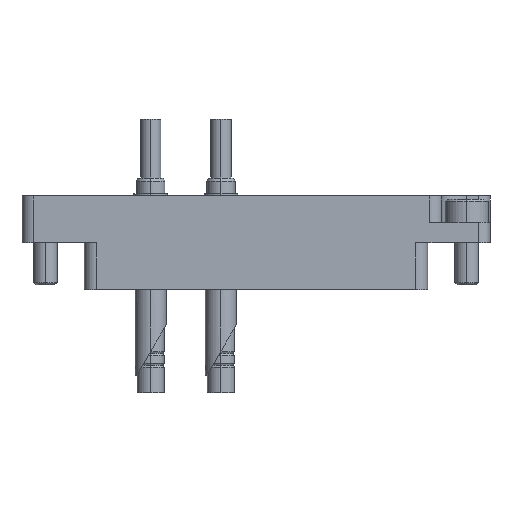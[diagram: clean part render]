
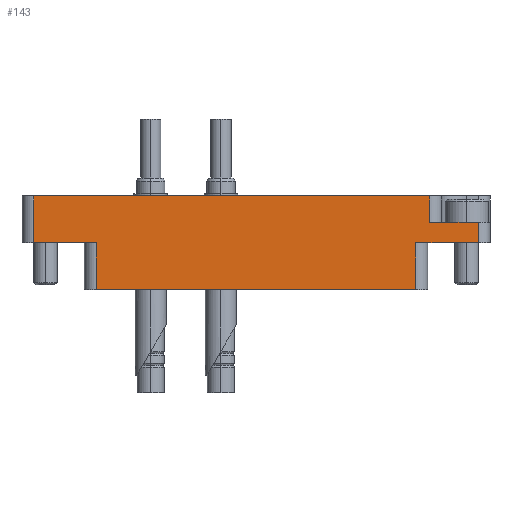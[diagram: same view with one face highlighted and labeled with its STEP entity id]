
A CAD part, left-side view. The second image highlights one B-rep face of the part: STEP entity #143.
In plain terms, the highlighted face is planar.
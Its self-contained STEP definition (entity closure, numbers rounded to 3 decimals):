
#101 = DIRECTION ( 'NONE',  ( 0., 0., -1. ) ) ;
#104 = CARTESIAN_POINT ( 'NONE',  ( 30., 2.6, 14.35 ) ) ;
#143 = ADVANCED_FACE ( 'NONE', ( #6534 ), #10102, .F. ) ;
#249 = ORIENTED_EDGE ( 'NONE', *, *, #10026, .F. ) ;
#340 = DIRECTION ( 'NONE',  ( 0., 1., 0. ) ) ;
#786 = LINE ( 'NONE', #1825, #5072 ) ;
#1017 = VECTOR ( 'NONE', #1113, 1000. ) ;
#1026 = VECTOR ( 'NONE', #7457, 1000. ) ;
#1046 = LINE ( 'NONE', #2870, #11348 ) ;
#1076 = VERTEX_POINT ( 'NONE', #6477 ) ;
#1113 = DIRECTION ( 'NONE',  ( 1., 0., 0. ) ) ;
#1161 = LINE ( 'NONE', #4755, #7422 ) ;
#1336 = VERTEX_POINT ( 'NONE', #5453 ) ;
#1343 = LINE ( 'NONE', #6759, #8720 ) ;
#1451 = LINE ( 'NONE', #5043, #1026 ) ;
#1529 = ORIENTED_EDGE ( 'NONE', *, *, #8316, .T. ) ;
#1623 = DIRECTION ( 'NONE',  ( 0., -1., 0. ) ) ;
#1703 = DIRECTION ( 'NONE',  ( 1., 0., 0. ) ) ;
#1825 = CARTESIAN_POINT ( 'NONE',  ( 30., 0., 14.35 ) ) ;
#2155 = VECTOR ( 'NONE', #3602, 1000. ) ;
#2207 = VERTEX_POINT ( 'NONE', #9177 ) ;
#2333 = ORIENTED_EDGE ( 'NONE', *, *, #6564, .F. ) ;
#2374 = DIRECTION ( 'NONE',  ( 0., 1., 0. ) ) ;
#2444 = CARTESIAN_POINT ( 'NONE',  ( -20.5, 0., 14.35 ) ) ;
#2500 = CARTESIAN_POINT ( 'NONE',  ( -20.5, 0., 14.35 ) ) ;
#2870 = CARTESIAN_POINT ( 'NONE',  ( 20.5, 0., 14.35 ) ) ;
#3133 = EDGE_CURVE ( 'NONE', #3862, #1076, #7720, .T. ) ;
#3175 = LINE ( 'NONE', #3998, #1017 ) ;
#3466 = CARTESIAN_POINT ( 'NONE',  ( -20.5, -6., 14.35 ) ) ;
#3602 = DIRECTION ( 'NONE',  ( 0., -1., 0. ) ) ;
#3669 = VERTEX_POINT ( 'NONE', #9969 ) ;
#3776 = EDGE_CURVE ( 'NONE', #10647, #6465, #1451, .T. ) ;
#3840 = VERTEX_POINT ( 'NONE', #2500 ) ;
#3846 = EDGE_CURVE ( 'NONE', #3840, #4495, #5206, .T. ) ;
#3862 = VERTEX_POINT ( 'NONE', #10013 ) ;
#3998 = CARTESIAN_POINT ( 'NONE',  ( -30., 6., 14.35 ) ) ;
#4083 = ORIENTED_EDGE ( 'NONE', *, *, #3133, .T. ) ;
#4495 = VERTEX_POINT ( 'NONE', #3466 ) ;
#4701 = DIRECTION ( 'NONE',  ( -1., 0., 0. ) ) ;
#4755 = CARTESIAN_POINT ( 'NONE',  ( -22., -6., 14.35 ) ) ;
#4798 = AXIS2_PLACEMENT_3D ( 'NONE', #8175, #101, #4701 ) ;
#4803 = ORIENTED_EDGE ( 'NONE', *, *, #10742, .F. ) ;
#4869 = DIRECTION ( 'NONE',  ( -1., 0., 0. ) ) ;
#5017 = EDGE_CURVE ( 'NONE', #2207, #1076, #3175, .T. ) ;
#5043 = CARTESIAN_POINT ( 'NONE',  ( 30., 0., 14.35 ) ) ;
#5072 = VECTOR ( 'NONE', #9136, 1000. ) ;
#5206 = LINE ( 'NONE', #2444, #6864 ) ;
#5453 = CARTESIAN_POINT ( 'NONE',  ( -28.5, 0., 14.35 ) ) ;
#5886 = VERTEX_POINT ( 'NONE', #6420 ) ;
#6346 = DIRECTION ( 'NONE',  ( 0., 1., 0. ) ) ;
#6420 = CARTESIAN_POINT ( 'NONE',  ( 28.5, 2.6, 14.35 ) ) ;
#6450 = EDGE_CURVE ( 'NONE', #3669, #6465, #1046, .T. ) ;
#6465 = VERTEX_POINT ( 'NONE', #6467 ) ;
#6467 = CARTESIAN_POINT ( 'NONE',  ( 20.5, 0., 14.35 ) ) ;
#6477 = CARTESIAN_POINT ( 'NONE',  ( 22.25, 6., 14.35 ) ) ;
#6534 = FACE_OUTER_BOUND ( 'NONE', #8837, .T. ) ;
#6564 = EDGE_CURVE ( 'NONE', #3669, #4495, #1161, .T. ) ;
#6747 = VECTOR ( 'NONE', #1703, 1000. ) ;
#6759 = CARTESIAN_POINT ( 'NONE',  ( 28.5, 2.6, 14.35 ) ) ;
#6864 = VECTOR ( 'NONE', #1623, 1000. ) ;
#6902 = CARTESIAN_POINT ( 'NONE',  ( 22.25, 0., 14.35 ) ) ;
#7307 = EDGE_CURVE ( 'NONE', #10647, #5886, #1343, .T. ) ;
#7422 = VECTOR ( 'NONE', #4869, 1000. ) ;
#7457 = DIRECTION ( 'NONE',  ( -1., 0., 0. ) ) ;
#7720 = LINE ( 'NONE', #6902, #11171 ) ;
#7929 = ORIENTED_EDGE ( 'NONE', *, *, #6450, .T. ) ;
#8175 = CARTESIAN_POINT ( 'NONE',  ( -30., 0., 14.35 ) ) ;
#8273 = ORIENTED_EDGE ( 'NONE', *, *, #3776, .F. ) ;
#8316 = EDGE_CURVE ( 'NONE', #2207, #1336, #9945, .T. ) ;
#8425 = ORIENTED_EDGE ( 'NONE', *, *, #7307, .T. ) ;
#8720 = VECTOR ( 'NONE', #340, 1000. ) ;
#8837 = EDGE_LOOP ( 'NONE', ( #2333, #7929, #8273, #8425, #249, #4083, #9077, #1529, #4803, #10833 ) ) ;
#9077 = ORIENTED_EDGE ( 'NONE', *, *, #5017, .F. ) ;
#9136 = DIRECTION ( 'NONE',  ( -1., 0., 0. ) ) ;
#9177 = CARTESIAN_POINT ( 'NONE',  ( -28.5, 6., 14.35 ) ) ;
#9870 = LINE ( 'NONE', #104, #6747 ) ;
#9945 = LINE ( 'NONE', #10656, #2155 ) ;
#9969 = CARTESIAN_POINT ( 'NONE',  ( 20.5, -6., 14.35 ) ) ;
#10013 = CARTESIAN_POINT ( 'NONE',  ( 22.25, 2.6, 14.35 ) ) ;
#10026 = EDGE_CURVE ( 'NONE', #3862, #5886, #9870, .T. ) ;
#10102 = PLANE ( 'NONE',  #4798 ) ;
#10543 = CARTESIAN_POINT ( 'NONE',  ( 28.5, 0., 14.35 ) ) ;
#10647 = VERTEX_POINT ( 'NONE', #10543 ) ;
#10656 = CARTESIAN_POINT ( 'NONE',  ( -28.5, 0., 14.35 ) ) ;
#10742 = EDGE_CURVE ( 'NONE', #3840, #1336, #786, .T. ) ;
#10833 = ORIENTED_EDGE ( 'NONE', *, *, #3846, .T. ) ;
#11171 = VECTOR ( 'NONE', #2374, 1000. ) ;
#11348 = VECTOR ( 'NONE', #6346, 1000. ) ;
